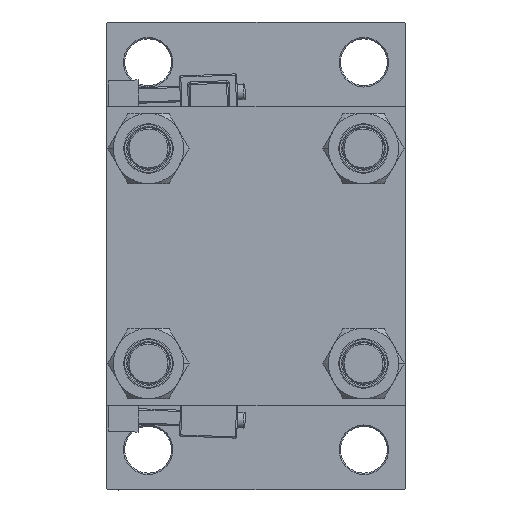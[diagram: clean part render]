
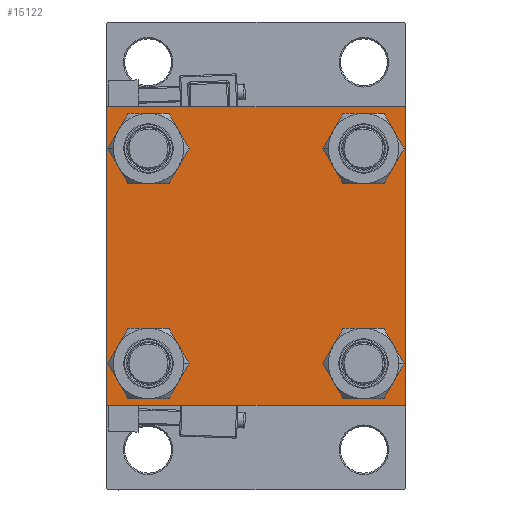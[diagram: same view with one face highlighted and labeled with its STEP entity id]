
A CAD part, left-side view. The second image highlights one B-rep face of the part: STEP entity #15122.
In plain terms, the highlighted planar face has unit normal (-1, 0, 0).
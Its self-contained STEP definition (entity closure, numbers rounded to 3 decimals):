
#959 = CARTESIAN_POINT ( 'NONE',  ( 0., -41.35, 32.85 ) ) ;
#1064 = ORIENTED_EDGE ( 'NONE', *, *, #10646, .T. ) ;
#1931 = FACE_BOUND ( 'NONE', #39808, .T. ) ;
#2155 = CIRCLE ( 'NONE', #33047, 8.5 ) ;
#3082 = VERTEX_POINT ( 'NONE', #11978 ) ;
#3259 = CARTESIAN_POINT ( 'NONE',  ( 0., 57.5, 57.5 ) ) ;
#3423 = CARTESIAN_POINT ( 'NONE',  ( 0., 41.35, -32.85 ) ) ;
#3436 = VERTEX_POINT ( 'NONE', #4781 ) ;
#4495 = VECTOR ( 'NONE', #5251, 1000. ) ;
#4635 = AXIS2_PLACEMENT_3D ( 'NONE', #27053, #30864, #31112 ) ;
#4781 = CARTESIAN_POINT ( 'NONE',  ( 0., -57., -57.5 ) ) ;
#4892 = VERTEX_POINT ( 'NONE', #18696 ) ;
#5251 = DIRECTION ( 'NONE',  ( 0., 0.707, -0.707 ) ) ;
#5627 = CARTESIAN_POINT ( 'NONE',  ( 0., -41.35, -32.85 ) ) ;
#5750 = CARTESIAN_POINT ( 'NONE',  ( 0., 57.5, -57.5 ) ) ;
#6092 = CIRCLE ( 'NONE', #34558, 8.5 ) ;
#6426 = CARTESIAN_POINT ( 'NONE',  ( 0., 41.35, 32.85 ) ) ;
#6559 = DIRECTION ( 'NONE',  ( 1., 0., 0. ) ) ;
#7829 = DIRECTION ( 'NONE',  ( 0., 0., -1. ) ) ;
#7968 = EDGE_CURVE ( 'NONE', #22199, #13986, #38378, .T. ) ;
#8083 = LINE ( 'NONE', #3259, #14229 ) ;
#9185 = ORIENTED_EDGE ( 'NONE', *, *, #20277, .T. ) ;
#9520 = EDGE_LOOP ( 'NONE', ( #13825, #14478 ) ) ;
#9818 = EDGE_CURVE ( 'NONE', #48491, #3436, #22032, .T. ) ;
#10580 = EDGE_CURVE ( 'NONE', #38107, #49717, #8083, .T. ) ;
#10629 = DIRECTION ( 'NONE',  ( 0., 0., 1. ) ) ;
#10646 = EDGE_CURVE ( 'NONE', #34241, #38107, #47032, .T. ) ;
#11124 = DIRECTION ( 'NONE',  ( 0., 0., 1. ) ) ;
#11406 = EDGE_CURVE ( 'NONE', #32055, #25068, #6092, .T. ) ;
#11978 = CARTESIAN_POINT ( 'NONE',  ( 0., 41.35, 49.85 ) ) ;
#12000 = ORIENTED_EDGE ( 'NONE', *, *, #11406, .T. ) ;
#12131 = DIRECTION ( 'NONE',  ( 0., 0., 1. ) ) ;
#13385 = FACE_BOUND ( 'NONE', #9520, .T. ) ;
#13396 = VECTOR ( 'NONE', #37043, 1000. ) ;
#13407 = EDGE_CURVE ( 'NONE', #32630, #30849, #2155, .T. ) ;
#13522 = CIRCLE ( 'NONE', #27357, 8.5 ) ;
#13636 = CARTESIAN_POINT ( 'NONE',  ( 0., 0., 0. ) ) ;
#13735 = AXIS2_PLACEMENT_3D ( 'NONE', #45485, #23072, #38090 ) ;
#13825 = ORIENTED_EDGE ( 'NONE', *, *, #14739, .T. ) ;
#13986 = VERTEX_POINT ( 'NONE', #39675 ) ;
#14229 = VECTOR ( 'NONE', #34310, 1000. ) ;
#14371 = AXIS2_PLACEMENT_3D ( 'NONE', #40052, #38248, #42071 ) ;
#14478 = ORIENTED_EDGE ( 'NONE', *, *, #32396, .T. ) ;
#14587 = EDGE_CURVE ( 'NONE', #30849, #32630, #30657, .T. ) ;
#14739 = EDGE_CURVE ( 'NONE', #48154, #44738, #24158, .T. ) ;
#14843 = DIRECTION ( 'NONE',  ( 0., 0., 1. ) ) ;
#14934 = VECTOR ( 'NONE', #7829, 1000. ) ;
#14939 = EDGE_CURVE ( 'NONE', #34241, #4892, #44822, .T. ) ;
#14948 = DIRECTION ( 'NONE',  ( 1., 0., 0. ) ) ;
#15122 = ADVANCED_FACE ( 'NONE', ( #48263, #13385, #1931, #17451, #32981 ), #48514, .T. ) ;
#15131 = EDGE_CURVE ( 'NONE', #3436, #13986, #33997, .T. ) ;
#15196 = CARTESIAN_POINT ( 'NONE',  ( 0., 41.35, 41.35 ) ) ;
#15212 = CARTESIAN_POINT ( 'NONE',  ( 0., -57.5, 57.5 ) ) ;
#16013 = AXIS2_PLACEMENT_3D ( 'NONE', #13636, #25349, #37048 ) ;
#17378 = DIRECTION ( 'NONE',  ( 0., 0.707, 0.707 ) ) ;
#17451 = FACE_BOUND ( 'NONE', #23242, .T. ) ;
#18663 = CARTESIAN_POINT ( 'NONE',  ( 0., -41.35, 41.35 ) ) ;
#18696 = CARTESIAN_POINT ( 'NONE',  ( 0., -57., 57.5 ) ) ;
#19308 = ORIENTED_EDGE ( 'NONE', *, *, #41558, .T. ) ;
#19441 = DIRECTION ( 'NONE',  ( 0., -0.707, -0.707 ) ) ;
#20277 = EDGE_CURVE ( 'NONE', #22199, #4892, #37482, .T. ) ;
#22032 = LINE ( 'NONE', #5750, #13396 ) ;
#22036 = CARTESIAN_POINT ( 'NONE',  ( 0., -57.25, -57.25 ) ) ;
#22199 = VERTEX_POINT ( 'NONE', #32562 ) ;
#23072 = DIRECTION ( 'NONE',  ( 1., 0., 0. ) ) ;
#23242 = EDGE_LOOP ( 'NONE', ( #47812, #48861 ) ) ;
#23327 = VECTOR ( 'NONE', #42402, 1000. ) ;
#24158 = CIRCLE ( 'NONE', #4635, 8.5 ) ;
#24667 = CARTESIAN_POINT ( 'NONE',  ( 0., 57., -57.5 ) ) ;
#25068 = VERTEX_POINT ( 'NONE', #959 ) ;
#25349 = DIRECTION ( 'NONE',  ( -1., 0., 0. ) ) ;
#25748 = AXIS2_PLACEMENT_3D ( 'NONE', #35547, #14948, #30471 ) ;
#26580 = EDGE_LOOP ( 'NONE', ( #34123, #19308, #41773, #42549, #35390, #9185, #37603, #1064 ) ) ;
#26834 = EDGE_LOOP ( 'NONE', ( #12000, #30904 ) ) ;
#27053 = CARTESIAN_POINT ( 'NONE',  ( 0., -41.35, -41.35 ) ) ;
#27183 = CARTESIAN_POINT ( 'NONE',  ( 0., 57.5, 57. ) ) ;
#27357 = AXIS2_PLACEMENT_3D ( 'NONE', #45510, #6559, #10629 ) ;
#28666 = CARTESIAN_POINT ( 'NONE',  ( 0., 57.25, 57.25 ) ) ;
#30039 = CARTESIAN_POINT ( 'NONE',  ( 0., -41.35, 49.85 ) ) ;
#30471 = DIRECTION ( 'NONE',  ( 0., 0., 1. ) ) ;
#30657 = CIRCLE ( 'NONE', #14371, 8.5 ) ;
#30776 = ORIENTED_EDGE ( 'NONE', *, *, #13407, .T. ) ;
#30849 = VERTEX_POINT ( 'NONE', #39292 ) ;
#30864 = DIRECTION ( 'NONE',  ( 1., 0., 0. ) ) ;
#30904 = ORIENTED_EDGE ( 'NONE', *, *, #41315, .T. ) ;
#31112 = DIRECTION ( 'NONE',  ( 0., 0., 1. ) ) ;
#31388 = CARTESIAN_POINT ( 'NONE',  ( 0., 57.25, -57.25 ) ) ;
#32055 = VERTEX_POINT ( 'NONE', #30039 ) ;
#32299 = EDGE_CURVE ( 'NONE', #32923, #3082, #13522, .T. ) ;
#32396 = EDGE_CURVE ( 'NONE', #44738, #48154, #40340, .T. ) ;
#32406 = EDGE_CURVE ( 'NONE', #3082, #32923, #37107, .T. ) ;
#32416 = CIRCLE ( 'NONE', #13735, 8.5 ) ;
#32562 = CARTESIAN_POINT ( 'NONE',  ( 0., -57.5, 57. ) ) ;
#32630 = VERTEX_POINT ( 'NONE', #3423 ) ;
#32923 = VERTEX_POINT ( 'NONE', #6426 ) ;
#32981 = FACE_OUTER_BOUND ( 'NONE', #26580, .T. ) ;
#33047 = AXIS2_PLACEMENT_3D ( 'NONE', #35549, #47499, #12131 ) ;
#33410 = CARTESIAN_POINT ( 'NONE',  ( 0., -57.25, 57.25 ) ) ;
#33997 = LINE ( 'NONE', #22036, #23327 ) ;
#34123 = ORIENTED_EDGE ( 'NONE', *, *, #10580, .T. ) ;
#34241 = VERTEX_POINT ( 'NONE', #44569 ) ;
#34310 = DIRECTION ( 'NONE',  ( 0., 0., -1. ) ) ;
#34558 = AXIS2_PLACEMENT_3D ( 'NONE', #18663, #49726, #14843 ) ;
#35390 = ORIENTED_EDGE ( 'NONE', *, *, #7968, .F. ) ;
#35547 = CARTESIAN_POINT ( 'NONE',  ( 0., -41.35, -41.35 ) ) ;
#35549 = CARTESIAN_POINT ( 'NONE',  ( 0., 41.35, -41.35 ) ) ;
#37043 = DIRECTION ( 'NONE',  ( 0., -1., 0. ) ) ;
#37048 = DIRECTION ( 'NONE',  ( 0., 0., 1. ) ) ;
#37107 = CIRCLE ( 'NONE', #43620, 8.5 ) ;
#37378 = ORIENTED_EDGE ( 'NONE', *, *, #14587, .T. ) ;
#37482 = LINE ( 'NONE', #33410, #38032 ) ;
#37603 = ORIENTED_EDGE ( 'NONE', *, *, #14939, .F. ) ;
#38032 = VECTOR ( 'NONE', #17378, 1000. ) ;
#38090 = DIRECTION ( 'NONE',  ( 0., 0., 1. ) ) ;
#38107 = VERTEX_POINT ( 'NONE', #27183 ) ;
#38248 = DIRECTION ( 'NONE',  ( 1., 0., 0. ) ) ;
#38378 = LINE ( 'NONE', #15212, #14934 ) ;
#38767 = VECTOR ( 'NONE', #45073, 1000. ) ;
#38969 = VECTOR ( 'NONE', #19441, 1000. ) ;
#39292 = CARTESIAN_POINT ( 'NONE',  ( 0., 41.35, -49.85 ) ) ;
#39675 = CARTESIAN_POINT ( 'NONE',  ( 0., -57.5, -57. ) ) ;
#39808 = EDGE_LOOP ( 'NONE', ( #30776, #37378 ) ) ;
#40052 = CARTESIAN_POINT ( 'NONE',  ( 0., 41.35, -41.35 ) ) ;
#40340 = CIRCLE ( 'NONE', #25748, 8.5 ) ;
#41015 = CARTESIAN_POINT ( 'NONE',  ( 0., 57.5, -57. ) ) ;
#41315 = EDGE_CURVE ( 'NONE', #25068, #32055, #32416, .T. ) ;
#41558 = EDGE_CURVE ( 'NONE', #49717, #48491, #43595, .T. ) ;
#41773 = ORIENTED_EDGE ( 'NONE', *, *, #9818, .T. ) ;
#42071 = DIRECTION ( 'NONE',  ( 0., 0., 1. ) ) ;
#42336 = CARTESIAN_POINT ( 'NONE',  ( 0., -41.35, -49.85 ) ) ;
#42402 = DIRECTION ( 'NONE',  ( 0., -0.707, 0.707 ) ) ;
#42549 = ORIENTED_EDGE ( 'NONE', *, *, #15131, .T. ) ;
#43595 = LINE ( 'NONE', #31388, #38969 ) ;
#43620 = AXIS2_PLACEMENT_3D ( 'NONE', #15196, #46007, #11124 ) ;
#44569 = CARTESIAN_POINT ( 'NONE',  ( 0., 57., 57.5 ) ) ;
#44738 = VERTEX_POINT ( 'NONE', #42336 ) ;
#44822 = LINE ( 'NONE', #45584, #38767 ) ;
#45073 = DIRECTION ( 'NONE',  ( 0., -1., 0. ) ) ;
#45485 = CARTESIAN_POINT ( 'NONE',  ( 0., -41.35, 41.35 ) ) ;
#45510 = CARTESIAN_POINT ( 'NONE',  ( 0., 41.35, 41.35 ) ) ;
#45584 = CARTESIAN_POINT ( 'NONE',  ( 0., 57.5, 57.5 ) ) ;
#46007 = DIRECTION ( 'NONE',  ( 1., 0., 0. ) ) ;
#47032 = LINE ( 'NONE', #28666, #4495 ) ;
#47499 = DIRECTION ( 'NONE',  ( 1., 0., 0. ) ) ;
#47812 = ORIENTED_EDGE ( 'NONE', *, *, #32406, .T. ) ;
#48154 = VERTEX_POINT ( 'NONE', #5627 ) ;
#48263 = FACE_BOUND ( 'NONE', #26834, .T. ) ;
#48491 = VERTEX_POINT ( 'NONE', #24667 ) ;
#48514 = PLANE ( 'NONE',  #16013 ) ;
#48861 = ORIENTED_EDGE ( 'NONE', *, *, #32299, .T. ) ;
#49717 = VERTEX_POINT ( 'NONE', #41015 ) ;
#49726 = DIRECTION ( 'NONE',  ( 1., 0., 0. ) ) ;
